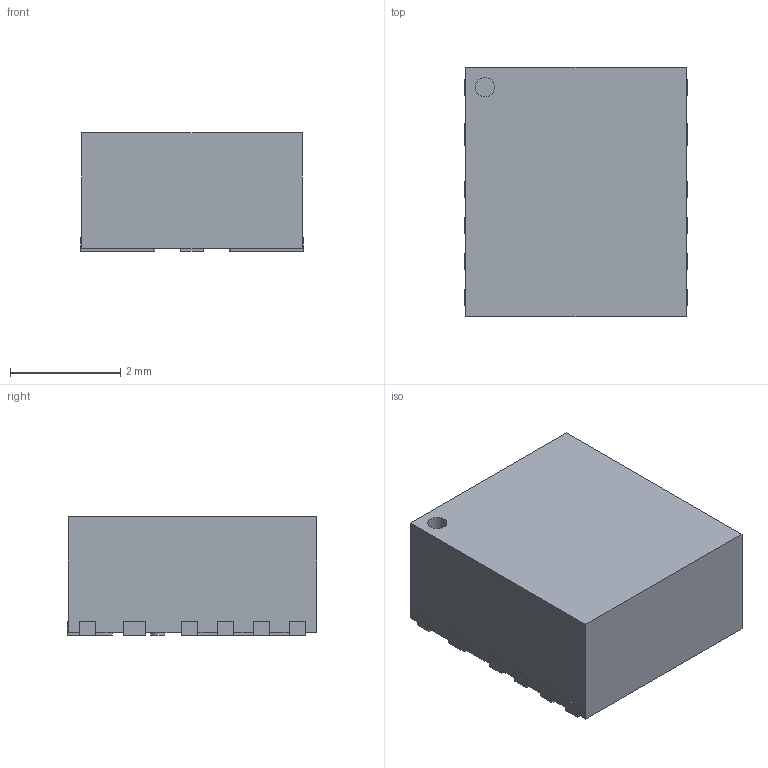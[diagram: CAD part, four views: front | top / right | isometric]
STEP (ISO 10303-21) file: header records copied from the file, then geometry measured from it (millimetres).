
FILE_DESCRIPTION(/* description */ ('STEP AP214'),/* implementation_level */ '2;1');
FILE_NAME(/* name */ '605277786174d011a964b81b',/* time_stamp */ '2021-03-17T21:41:13+00:00',/* author */ (''),/* organization */ (''),/* preprocessor_version */ 'ST-DEVELOPER v18.1',/* originating_system */ ' ',/* authorisation */ ' ');
FILE_SCHEMA (('AUTOMOTIVE_DESIGN {1 0 10303 214 3 1 1}'));
Length unit declared in the file: metre
Products named in the file (1): TPSM84209
Bounding box: 4.03 x 4.51 x 2.15 mm (x, y, z)
Volume: 38.2 mm3; surface area: 73.8 mm2
Topology: 1 solids, 1 shells, 102 faces, 293 edges, 196 vertices
Faces by surface type: plane 99, cylinder 3
Full cylindrical faces by diameter (mm): 0.25 x2, 0.35 x1
Entity records: 3908 total; most frequent: CARTESIAN_POINT 585, ORIENTED_EDGE 576, DIRECTION 500, EDGE_CURVE 288, LINE 282, VECTOR 282, VERTEX_POINT 194, AXIS2_PLACEMENT_3D 109
